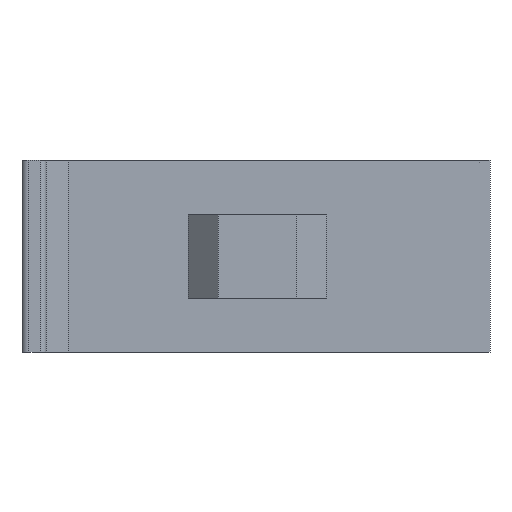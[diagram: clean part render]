
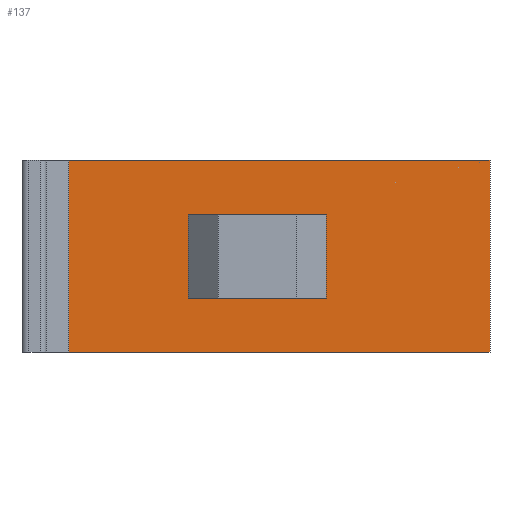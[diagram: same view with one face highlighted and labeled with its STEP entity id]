
A CAD part, front view. The second image highlights one B-rep face of the part: STEP entity #137.
In plain terms, the highlighted planar face has unit normal (0, -1, 0).
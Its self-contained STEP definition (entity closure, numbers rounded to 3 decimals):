
#137 = ADVANCED_FACE( '', ( #294, #295 ), #296, .F. );
#294 = FACE_OUTER_BOUND( '', #470, .T. );
#295 = FACE_BOUND( '', #471, .T. );
#296 = PLANE( '', #472 );
#470 = EDGE_LOOP( '', ( #828, #829, #830, #831 ) );
#471 = EDGE_LOOP( '', ( #832, #833, #834, #835, #836, #837 ) );
#472 = AXIS2_PLACEMENT_3D( '', #838, #839, #840 );
#828 = ORIENTED_EDGE( '', *, *, #1233, .T. );
#829 = ORIENTED_EDGE( '', *, *, #1234, .F. );
#830 = ORIENTED_EDGE( '', *, *, #1088, .F. );
#831 = ORIENTED_EDGE( '', *, *, #1235, .T. );
#832 = ORIENTED_EDGE( '', *, *, #1193, .T. );
#833 = ORIENTED_EDGE( '', *, *, #1200, .T. );
#834 = ORIENTED_EDGE( '', *, *, #1236, .T. );
#835 = ORIENTED_EDGE( '', *, *, #1172, .T. );
#836 = ORIENTED_EDGE( '', *, *, #1237, .T. );
#837 = ORIENTED_EDGE( '', *, *, #1212, .T. );
#838 = CARTESIAN_POINT( '', ( -15.7, 0., 8. ) );
#839 = DIRECTION( '', ( 0., 1., 0. ) );
#840 = DIRECTION( '', ( 0., 0., 1. ) );
#1088 = EDGE_CURVE( '', #1301, #1303, #1304, .T. );
#1172 = EDGE_CURVE( '', #1441, #1450, #1452, .T. );
#1193 = EDGE_CURVE( '', #1482, #1480, #1483, .T. );
#1200 = EDGE_CURVE( '', #1480, #1491, #1493, .T. );
#1212 = EDGE_CURVE( '', #1509, #1482, #1510, .T. );
#1233 = EDGE_CURVE( '', #1537, #1538, #1539, .T. );
#1234 = EDGE_CURVE( '', #1303, #1538, #1540, .T. );
#1235 = EDGE_CURVE( '', #1301, #1537, #1541, .T. );
#1236 = EDGE_CURVE( '', #1491, #1441, #1542, .T. );
#1237 = EDGE_CURVE( '', #1450, #1509, #1543, .T. );
#1301 = VERTEX_POINT( '', #1618 );
#1303 = VERTEX_POINT( '', #1621 );
#1304 = LINE( '', #1622, #1623 );
#1441 = VERTEX_POINT( '', #1812 );
#1450 = VERTEX_POINT( '', #1826 );
#1452 = LINE( '', #1829, #1830 );
#1480 = VERTEX_POINT( '', #1870 );
#1482 = VERTEX_POINT( '', #1873 );
#1483 = LINE( '', #1874, #1875 );
#1491 = VERTEX_POINT( '', #1886 );
#1493 = CIRCLE( '', #1889, 3.5 );
#1509 = VERTEX_POINT( '', #1912 );
#1510 = LINE( '', #1913, #1914 );
#1537 = VERTEX_POINT( '', #1951 );
#1538 = VERTEX_POINT( '', #1952 );
#1539 = LINE( '', #1953, #1954 );
#1540 = LINE( '', #1955, #1956 );
#1541 = LINE( '', #1957, #1958 );
#1542 = LINE( '', #1959, #1960 );
#1543 = CIRCLE( '', #1961, 3.5 );
#1618 = CARTESIAN_POINT( '', ( -15.7, 0., 8. ) );
#1621 = CARTESIAN_POINT( '', ( 19.4, 0., 8. ) );
#1622 = CARTESIAN_POINT( '', ( -15.7, 0., 8. ) );
#1623 = VECTOR( '', #2060, 1000. );
#1812 = CARTESIAN_POINT( '', ( -4., 0., 3.5 ) );
#1826 = CARTESIAN_POINT( '', ( 0.5, 0., 3.5 ) );
#1829 = CARTESIAN_POINT( '', ( -4., 0., 3.5 ) );
#1830 = VECTOR( '', #2161, 1000. );
#1870 = CARTESIAN_POINT( '', ( -0.5, 0., -3.5 ) );
#1873 = CARTESIAN_POINT( '', ( 4., 0., -3.5 ) );
#1874 = CARTESIAN_POINT( '', ( 4., 0., -3.5 ) );
#1875 = VECTOR( '', #2178, 1000. );
#1886 = CARTESIAN_POINT( '', ( -4., 0., 0. ) );
#1889 = AXIS2_PLACEMENT_3D( '', #2186, #2187, #2188 );
#1912 = CARTESIAN_POINT( '', ( 4., 0., 0. ) );
#1913 = CARTESIAN_POINT( '', ( 4., 0., 0. ) );
#1914 = VECTOR( '', #2196, 1000. );
#1951 = CARTESIAN_POINT( '', ( -15.7, 0., -8. ) );
#1952 = CARTESIAN_POINT( '', ( 19.4, 0., -8. ) );
#1953 = CARTESIAN_POINT( '', ( -15.7, 0., -8. ) );
#1954 = VECTOR( '', #2216, 1000. );
#1955 = CARTESIAN_POINT( '', ( 19.4, 0., 8. ) );
#1956 = VECTOR( '', #2217, 1000. );
#1957 = CARTESIAN_POINT( '', ( -15.7, 0., 8. ) );
#1958 = VECTOR( '', #2218, 1000. );
#1959 = CARTESIAN_POINT( '', ( -4., 0., 0. ) );
#1960 = VECTOR( '', #2219, 1000. );
#1961 = AXIS2_PLACEMENT_3D( '', #2220, #2221, #2222 );
#2060 = DIRECTION( '', ( 1., 0., 0. ) );
#2161 = DIRECTION( '', ( 1., 0., 0. ) );
#2178 = DIRECTION( '', ( -1., 0., 0. ) );
#2186 = CARTESIAN_POINT( '', ( -0.5, 0., 0. ) );
#2187 = DIRECTION( '', ( 0., 1., 0. ) );
#2188 = DIRECTION( '', ( 1., 0., 0. ) );
#2196 = DIRECTION( '', ( 0., 0., -1. ) );
#2216 = DIRECTION( '', ( 1., 0., 0. ) );
#2217 = DIRECTION( '', ( 0., 0., -1. ) );
#2218 = DIRECTION( '', ( 0., 0., -1. ) );
#2219 = DIRECTION( '', ( 0., 0., 1. ) );
#2220 = CARTESIAN_POINT( '', ( 0.5, 0., 0. ) );
#2221 = DIRECTION( '', ( 0., 1., 0. ) );
#2222 = DIRECTION( '', ( 1., 0., 0. ) );
